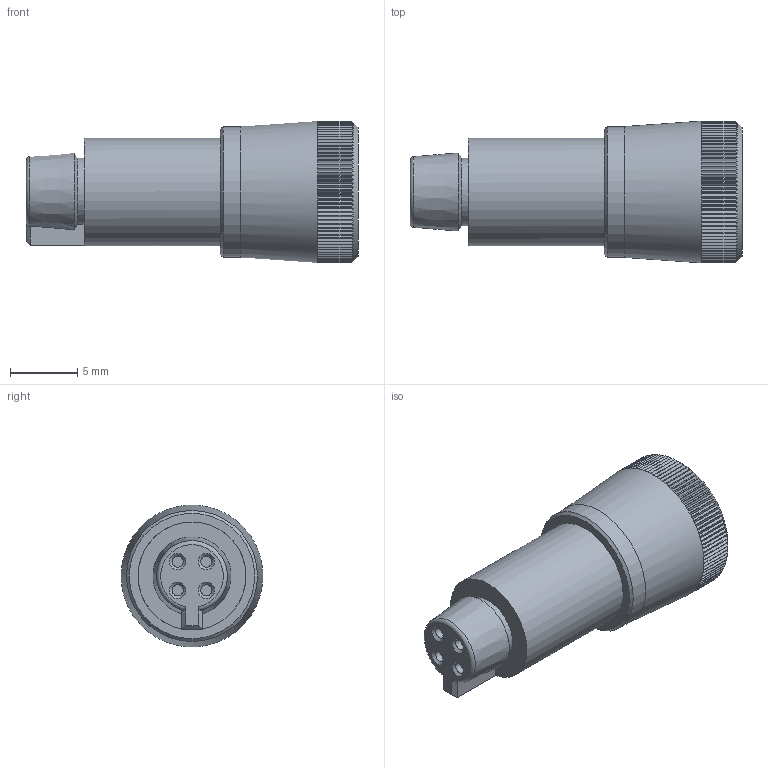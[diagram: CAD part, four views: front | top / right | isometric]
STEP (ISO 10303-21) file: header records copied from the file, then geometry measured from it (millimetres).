
FILE_DESCRIPTION(/* description */ (''),/* implementation_level */ '2;1');
FILE_NAME(/* name */ '',/* time_stamp */ '2016-10-18T10:40:07+02:00',/* author */ (''),/* organization */ (''),/* preprocessor_version */ 'ST-DEVELOPER v14',/* originating_system */ 'SIEMENS PLM Software NX 8.0',/* authorisation */ '');
FILE_SCHEMA (('AUTOMOTIVE_DESIGN { 1 0 10303 214 3 1 1 1 }'));
Length unit declared in the file: millimetre
Products named in the file (1): cerl0EA4ECC58d3g
Bounding box: 24.6 x 10.5 x 10.5 mm (x, y, z)
Volume: 1396.8 mm3; surface area: 925.1 mm2
Topology: 1 solids, 1 shells, 446 faces, 1095 edges, 660 vertices
Faces by surface type: plane 322, cylinder 113, cone 9, torus 2
Full cylindrical faces by diameter (mm): 0.82 x4, 1.35 x4, 8 x1, 9.7 x1
Entity records: 13079 total; most frequent: CARTESIAN_POINT 2856, ORIENTED_EDGE 2146, DIRECTION 2096, EDGE_CURVE 1073, AXIS2_PLACEMENT_3D 788, VERTEX_POINT 655, LINE 520, VECTOR 520
